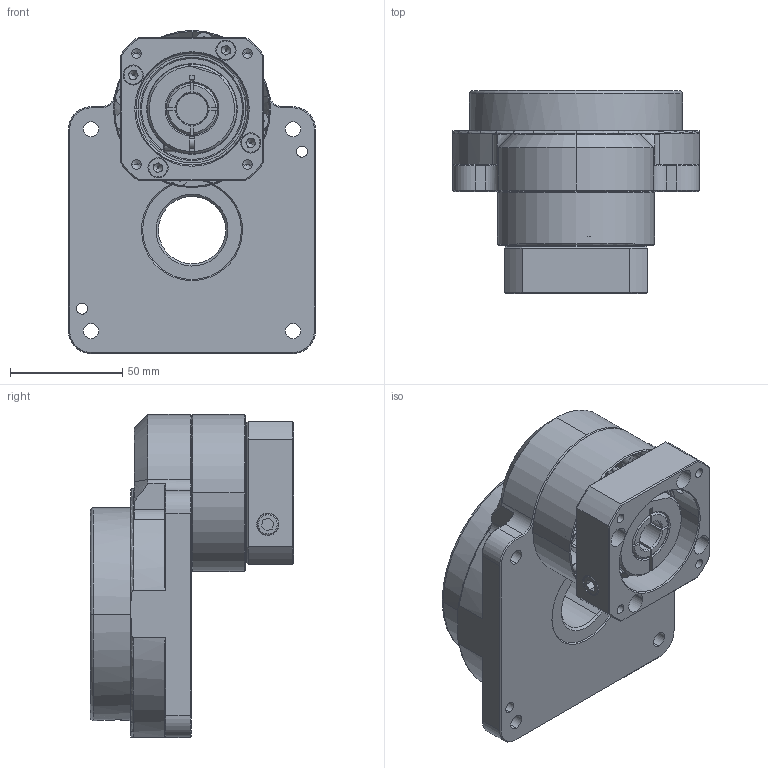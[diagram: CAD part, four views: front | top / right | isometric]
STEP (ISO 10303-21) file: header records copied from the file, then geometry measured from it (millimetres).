
FILE_DESCRIPTION (( 'STEP AP203' ), '1' );
FILE_NAME ('HLMT110-010-040HB.step', '2020-04-29T03:43:44', ( 'JVL' ), ( '' ), 'SwSTEP 2.0', 'SolidWorks 2020', '' );
FILE_SCHEMA (( 'CONFIG_CONTROL_DESIGN' ));
Length unit declared in the file: millimetre
Products named in the file (1): HLMT110-010-040HB
Bounding box: 110 x 90.5 x 144 mm (x, y, z)
Volume: 556547 mm3; surface area: 86277.9 mm2
Topology: 2 solids, 17 shells, 710 faces, 1682 edges, 1009 vertices
Faces by surface type: plane 270, cone 207, cylinder 199, torus 29, bspline 5
Entity records: 22056 total; most frequent: CARTESIAN_POINT 5582, DIRECTION 3635, ORIENTED_EDGE 3256, EDGE_CURVE 1628, AXIS2_PLACEMENT_3D 1431, VERTEX_POINT 1009, EDGE_LOOP 803, VECTOR 773
